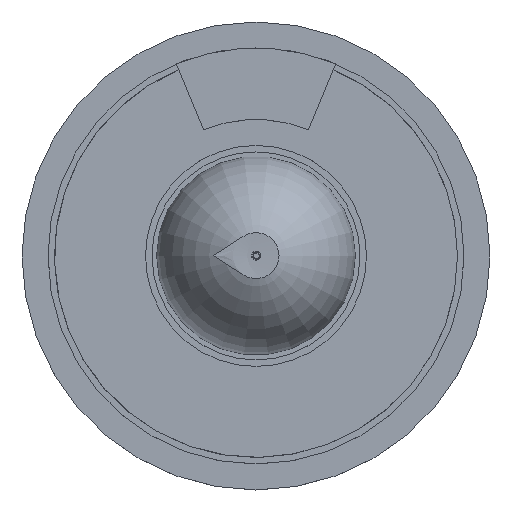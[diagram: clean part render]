
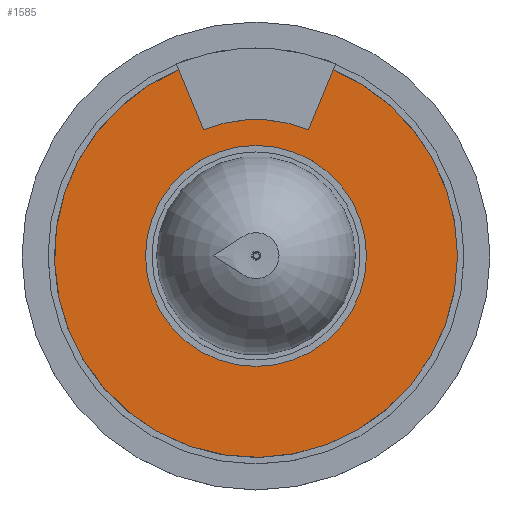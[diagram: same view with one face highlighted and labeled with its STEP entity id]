
A CAD part, top view. The second image highlights one B-rep face of the part: STEP entity #1585.
In plain terms, the highlighted planar face has unit normal (0, 0, 1).
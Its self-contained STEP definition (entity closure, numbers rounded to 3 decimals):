
#135=CIRCLE('',#1729,15.5);
#136=CIRCLE('',#1730,10.5);
#137=CIRCLE('',#1731,8.5);
#199=VECTOR('',#1952,1.);
#200=VECTOR('',#1955,1.);
#259=LINE('',#3104,#199);
#260=LINE('',#3109,#200);
#382=VERTEX_POINT('',#3105);
#383=VERTEX_POINT('',#3106);
#384=VERTEX_POINT('',#3108);
#385=VERTEX_POINT('',#3110);
#386=VERTEX_POINT('',#3113);
#666=EDGE_CURVE('',#382,#383,#259,.T.);
#667=EDGE_CURVE('',#384,#383,#135,.T.);
#668=EDGE_CURVE('',#384,#385,#260,.T.);
#669=EDGE_CURVE('',#385,#382,#136,.T.);
#670=EDGE_CURVE('',#386,#386,#137,.T.);
#914=ORIENTED_EDGE('',*,*,#666,.T.);
#915=ORIENTED_EDGE('',*,*,#667,.F.);
#916=ORIENTED_EDGE('',*,*,#668,.T.);
#917=ORIENTED_EDGE('',*,*,#669,.T.);
#918=ORIENTED_EDGE('',*,*,#670,.F.);
#1190=EDGE_LOOP('',(#914,#915,#916,#917));
#1191=EDGE_LOOP('',(#918));
#1392=FACE_BOUND('',#1190,.T.);
#1393=FACE_BOUND('',#1191,.T.);
#1585=ADVANCED_FACE('',(#1392,#1393),#3271,.T.);
#1728=AXIS2_PLACEMENT_3D('',#3103,#1951,$);
#1729=AXIS2_PLACEMENT_3D('',#3107,#1953,#1954);
#1730=AXIS2_PLACEMENT_3D('',#3111,#1956,#1957);
#1731=AXIS2_PLACEMENT_3D('',#3112,#1958,#1959);
#1951=DIRECTION('',(0.,0.,1.));
#1952=DIRECTION('',(-0.384,0.923,0.));
#1953=DIRECTION('',(0.,0.,-1.));
#1954=DIRECTION('',(15.5,0.,0.));
#1955=DIRECTION('',(-0.384,-0.923,0.));
#1956=DIRECTION('',(0.,0.,1.));
#1957=DIRECTION('',(10.5,0.,0.));
#1958=DIRECTION('',(0.,0.,1.));
#1959=DIRECTION('',(8.5,0.,0.));
#3103=CARTESIAN_POINT('',(0.,0.,3.));
#3104=CARTESIAN_POINT('',(-2.545,6.117,3.));
#3105=CARTESIAN_POINT('',(-4.034,9.694,3.));
#3106=CARTESIAN_POINT('',(-5.955,14.31,3.));
#3107=CARTESIAN_POINT('',(0.,0.,3.));
#3108=CARTESIAN_POINT('',(5.955,14.31,3.));
#3109=CARTESIAN_POINT('',(2.545,6.117,3.));
#3110=CARTESIAN_POINT('',(4.034,9.694,3.));
#3111=CARTESIAN_POINT('',(0.,0.,3.));
#3112=CARTESIAN_POINT('',(0.,0.,3.));
#3113=CARTESIAN_POINT('',(8.5,0.,3.));
#3271=PLANE('',#1728);
